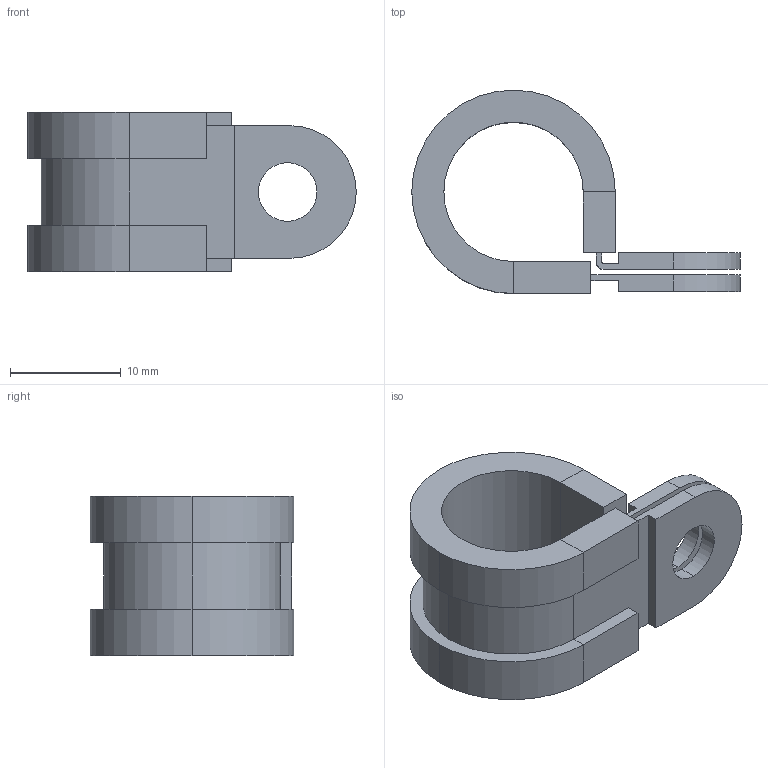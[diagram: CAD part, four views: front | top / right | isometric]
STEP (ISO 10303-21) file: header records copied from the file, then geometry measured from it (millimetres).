
FILE_DESCRIPTION (( 'STEP AP203' ), '1' );
FILE_NAME ('3D-R396-15_173763220.STEP', '2024-08-29T14:44:35', ( '' ), ( '' ), 'SwSTEP 2.0', 'SolidWorks 2024', '' );
FILE_SCHEMA (( 'CONFIG_CONTROL_DESIGN' ));
Length unit declared in the file: millimetre
Products named in the file (1): 3D-R396-15_173763220
Bounding box: 29.7 x 18.4 x 14.4 mm (x, y, z)
Volume: 1980.9 mm3; surface area: 2518.8 mm2
Topology: 1 solids, 1 shells, 50 faces, 128 edges, 80 vertices
Faces by surface type: plane 34, cylinder 16
Entity records: 1581 total; most frequent: DIRECTION 262, CARTESIAN_POINT 259, ORIENTED_EDGE 256, EDGE_CURVE 128, VECTOR 96, LINE 96, AXIS2_PLACEMENT_3D 83, VERTEX_POINT 80
